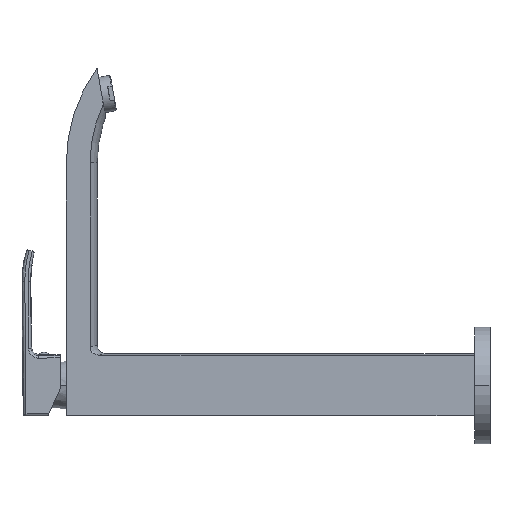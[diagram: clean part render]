
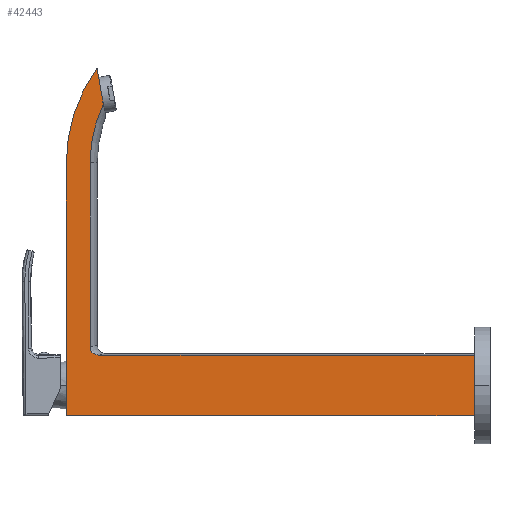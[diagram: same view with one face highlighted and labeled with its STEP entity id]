
A CAD part, left-side view. The second image highlights one B-rep face of the part: STEP entity #42443.
In plain terms, the highlighted planar face has unit normal (-1, 0, 0).
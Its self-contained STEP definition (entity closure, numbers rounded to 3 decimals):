
#8709=DIRECTION('',(0.,0.,1.));
#8710=VECTOR('',#8709,40.551);
#8711=CARTESIAN_POINT('',(-17.75,0.,-20.25));
#8712=LINE('',#8711,#8710);
#8713=DIRECTION('',(0.,0.,1.));
#8714=VECTOR('',#8713,169.25);
#8715=CARTESIAN_POINT('',(-17.75,273.8,-20.25));
#8716=LINE('',#8715,#8714);
#8717=CARTESIAN_POINT('',(-17.75,165.8,149.));
#8718=DIRECTION('',(1.,0.,0.));
#8719=DIRECTION('',(0.,1.,0.));
#8720=AXIS2_PLACEMENT_3D('',#8717,#8718,#8719);
#8722=DIRECTION('',(0.,0.819,0.574));
#8723=VECTOR('',#8722,0.138);
#8724=CARTESIAN_POINT('',(-17.75,253.211,212.195));
#8725=LINE('',#8724,#8723);
#8726=DIRECTION('',(0.,-0.174,-0.985));
#8727=VECTOR('',#8726,24.142);
#8728=CARTESIAN_POINT('',(-17.75,253.211,212.195));
#8729=LINE('',#8728,#8727);
#13314=DIRECTION('',(0.,-1.,0.));
#13315=VECTOR('',#13314,273.8);
#13316=CARTESIAN_POINT('',(-17.75,273.8,-20.25));
#13317=LINE('',#13316,#13315);
#13357=DIRECTION('',(0.,1.,0.));
#13358=VECTOR('',#13357,251.925);
#13359=CARTESIAN_POINT('',(-17.75,0.,20.301));
#13360=LINE('',#13359,#13358);
#13403=CARTESIAN_POINT('',(-17.75,251.925,
20.301));
#13404=CARTESIAN_POINT('',(-17.75,252.029,
20.301));
#13405=CARTESIAN_POINT('',(-17.75,252.237,
20.306));
#13406=CARTESIAN_POINT('',(-17.75,252.547,
20.327));
#13407=CARTESIAN_POINT('',(-17.75,252.855,
20.362));
#13408=CARTESIAN_POINT('',(-17.75,253.159,
20.41));
#13409=CARTESIAN_POINT('',(-17.75,253.459,
20.472));
#13410=CARTESIAN_POINT('',(-17.75,253.753,
20.547));
#13411=CARTESIAN_POINT('',(-17.75,254.041,
20.634));
#13412=CARTESIAN_POINT('',(-17.75,254.321,20.733));
#13413=CARTESIAN_POINT('',(-17.75,254.594,20.843));
#13414=CARTESIAN_POINT('',(-17.75,254.858,20.965));
#13415=CARTESIAN_POINT('',(-17.75,255.112,21.097));
#13416=CARTESIAN_POINT('',(-17.75,255.357,21.238));
#13417=CARTESIAN_POINT('',(-17.75,255.591,21.388));
#13418=CARTESIAN_POINT('',(-17.75,255.815,21.547));
#13419=CARTESIAN_POINT('',(-17.75,256.027,21.714));
#13420=CARTESIAN_POINT('',(-17.75,256.228,21.887));
#13421=CARTESIAN_POINT('',(-17.75,256.418,22.068));
#13422=CARTESIAN_POINT('',(-17.75,256.596,22.254));
#13423=CARTESIAN_POINT('',(-17.75,256.762,22.446));
#13424=CARTESIAN_POINT('',(-17.75,256.917,22.642));
#13425=CARTESIAN_POINT('',(-17.75,257.06,22.844));
#13426=CARTESIAN_POINT('',(-17.75,257.192,23.05));
#13427=CARTESIAN_POINT('',(-17.75,257.312,23.259));
#13428=CARTESIAN_POINT('',(-17.75,257.42,
23.473));
#13429=CARTESIAN_POINT('',(-17.75,257.518,
23.689));
#13430=CARTESIAN_POINT('',(-17.75,257.603,
23.909));
#13431=CARTESIAN_POINT('',(-17.75,257.678,
24.132));
#13432=CARTESIAN_POINT('',(-17.75,257.741,
24.357));
#13433=CARTESIAN_POINT('',(-17.75,257.792,
24.584));
#13434=CARTESIAN_POINT('',(-17.75,257.833,
24.814));
#13435=CARTESIAN_POINT('',(-17.75,257.862,
25.046));
#13436=CARTESIAN_POINT('',(-17.75,257.879,
25.281));
#13437=CARTESIAN_POINT('',(-17.75,257.883,
25.438));
#13438=CARTESIAN_POINT('',(-17.75,257.883,
25.517));
#13461=DIRECTION('',(0.,0.,1.));
#13462=VECTOR('',#13461,123.483);
#13463=CARTESIAN_POINT('',(-17.75,257.883,
25.517));
#13464=LINE('',#13463,#13462);
#13547=CARTESIAN_POINT('',(-17.75,165.8,149.));
#13548=DIRECTION('',(1.,0.,0.));
#13549=DIRECTION('',(0.,1.,0.));
#13550=AXIS2_PLACEMENT_3D('',#13547,#13548,#13549);
#30415=CARTESIAN_POINT('',(-17.75,257.883,
25.517));
#30416=CARTESIAN_POINT('',(-17.75,257.883,149.));
#30417=VERTEX_POINT('',#30415);
#30418=VERTEX_POINT('',#30416);
#30424=VERTEX_POINT('',#13403);
#30425=CARTESIAN_POINT('',(-17.75,273.8,149.));
#30426=CARTESIAN_POINT('',(-17.75,253.324,212.274));
#30427=VERTEX_POINT('',#30425);
#30428=VERTEX_POINT('',#30426);
#30429=CARTESIAN_POINT('',(-17.75,273.8,-20.25));
#30430=VERTEX_POINT('',#30429);
#30437=CARTESIAN_POINT('',(-17.75,253.211,212.195));
#30438=CARTESIAN_POINT('',(-17.75,249.019,188.42));
#30439=VERTEX_POINT('',#30437);
#30440=VERTEX_POINT('',#30438);
#36565=CARTESIAN_POINT('',(-17.75,0.,-20.25));
#36566=CARTESIAN_POINT('',(-17.75,0.,20.301));
#36567=VERTEX_POINT('',#36565);
#36568=VERTEX_POINT('',#36566);
#42417=CARTESIAN_POINT('',(-17.75,0.,-20.75));
#42418=DIRECTION('',(-1.,0.,0.));
#42419=DIRECTION('',(0.,0.,1.));
#42420=AXIS2_PLACEMENT_3D('',#42417,#42418,#42419);
#42421=PLANE('',#42420);
#42423=ORIENTED_EDGE('',*,*,#42422,.F.);
#42425=ORIENTED_EDGE('',*,*,#42424,.F.);
#42427=ORIENTED_EDGE('',*,*,#42426,.T.);
#42429=ORIENTED_EDGE('',*,*,#42428,.T.);
#42431=ORIENTED_EDGE('',*,*,#42430,.F.);
#42432=ORIENTED_EDGE('',*,*,#42394,.T.);
#42434=ORIENTED_EDGE('',*,*,#42433,.F.);
#42436=ORIENTED_EDGE('',*,*,#42435,.F.);
#42438=ORIENTED_EDGE('',*,*,#42437,.F.);
#42440=ORIENTED_EDGE('',*,*,#42439,.F.);
#42441=EDGE_LOOP('',(#42423,#42425,#42427,#42429,#42431,#42432,#42434,#42436,
#42438,#42440));
#42442=FACE_OUTER_BOUND('',#42441,.F.);
#42443=ADVANCED_FACE('',(#42442),#42421,.T.);
#8721=CIRCLE('',#8720,108.);
#13439=B_SPLINE_CURVE_WITH_KNOTS('',3,(#13403,#13404,#13405,#13406,#13407,
#13408,#13409,#13410,#13411,#13412,#13413,#13414,#13415,#13416,#13417,#13418,
#13419,#13420,#13421,#13422,#13423,#13424,#13425,#13426,#13427,#13428,#13429,
#13430,#13431,#13432,#13433,#13434,#13435,#13436,#13437,#13438),.UNSPECIFIED.,
.F.,.F.,(4,1,1,1,1,1,1,1,1,1,1,1,1,1,1,1,1,1,1,1,1,1,1,1,1,1,1,1,1,1,1,1,1,4),(
0.,0.03,0.061,0.091,0.121,
0.152,0.182,0.212,0.242,
0.273,0.303,0.333,0.364,
0.394,0.424,0.455,0.485,
0.515,0.545,0.576,0.606,
0.636,0.667,0.697,0.727,
0.758,0.788,0.818,0.848,
0.879,0.909,0.939,0.97,1.),
.UNSPECIFIED.);
#13551=CIRCLE('',#13550,92.083);
#42394=EDGE_CURVE('',#30439,#30440,#8729,.T.);
#42422=EDGE_CURVE('',#36567,#36568,#8712,.T.);
#42424=EDGE_CURVE('',#30430,#36567,#13317,.T.);
#42426=EDGE_CURVE('',#30430,#30427,#8716,.T.);
#42428=EDGE_CURVE('',#30427,#30428,#8721,.T.);
#42430=EDGE_CURVE('',#30439,#30428,#8725,.T.);
#42433=EDGE_CURVE('',#30418,#30440,#13551,.T.);
#42435=EDGE_CURVE('',#30417,#30418,#13464,.T.);
#42437=EDGE_CURVE('',#30424,#30417,#13439,.T.);
#42439=EDGE_CURVE('',#36568,#30424,#13360,.T.);
